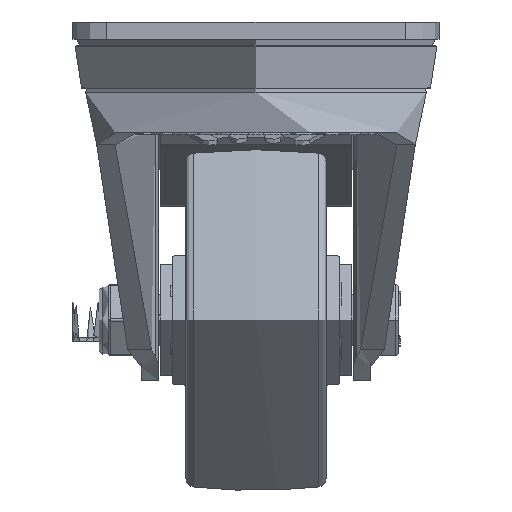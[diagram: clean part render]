
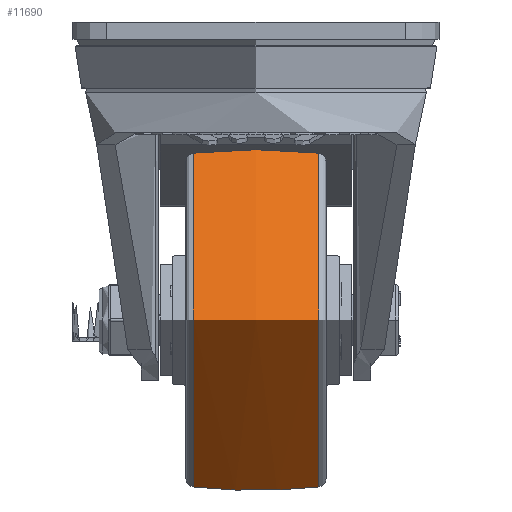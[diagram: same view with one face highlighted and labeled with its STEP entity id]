
A CAD part, left-side view. The second image highlights one B-rep face of the part: STEP entity #11690.
In plain terms, the highlighted free-form (B-spline) face has degree [2, 2] with [3, 9] control points.
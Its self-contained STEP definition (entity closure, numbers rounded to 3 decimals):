
#36=(
BOUNDED_SURFACE()
B_SPLINE_SURFACE(2,2,((#20478,#20479,#20480,#20481,#20482,#20483,#20484,
#20485,#20486),(#20487,#20488,#20489,#20490,#20491,#20492,#20493,#20494,
#20495),(#20496,#20497,#20498,#20499,#20500,#20501,#20502,#20503,#20504)),
 .UNSPECIFIED.,.F.,.T.,.F.)
B_SPLINE_SURFACE_WITH_KNOTS((3,3),(3,2,2,2,3),(-0.108,0.108),
(-3.142,-1.571,0.,1.571,3.142),
 .UNSPECIFIED.)
GEOMETRIC_REPRESENTATION_ITEM()
RATIONAL_B_SPLINE_SURFACE(((1.,0.707,1.,0.707,1.,
0.707,1.,0.707,1.),(0.994,0.703,
0.994,0.703,0.994,0.703,0.994,
0.703,0.994),(1.,0.707,1.,0.707,
1.,0.707,1.,0.707,1.)))
REPRESENTATION_ITEM('')
SURFACE()
);
#1352=FACE_OUTER_BOUND('',#2045,.T.);
#2045=EDGE_LOOP('',(#9669,#9670,#9671,#9672));
#4690=CIRCLE('',#12821,39.205);
#4691=CIRCLE('',#12822,136.625);
#4692=CIRCLE('',#12823,39.205);
#5522=VERTEX_POINT('',#20475);
#5523=VERTEX_POINT('',#20505);
#6965=EDGE_CURVE('',#5522,#5522,#4690,.T.);
#6966=EDGE_CURVE('',#5522,#5523,#4691,.T.);
#6967=EDGE_CURVE('',#5523,#5523,#4692,.T.);
#9669=ORIENTED_EDGE('',*,*,#6965,.F.);
#9670=ORIENTED_EDGE('',*,*,#6966,.T.);
#9671=ORIENTED_EDGE('',*,*,#6967,.T.);
#9672=ORIENTED_EDGE('',*,*,#6966,.F.);
#11690=ADVANCED_FACE('',(#1352),#36,.F.);
#12821=AXIS2_PLACEMENT_3D('',#20477,#15275,#15276);
#12822=AXIS2_PLACEMENT_3D('',#20506,#15277,#15278);
#12823=AXIS2_PLACEMENT_3D('',#20507,#15279,#15280);
#15275=DIRECTION('center_axis',(0.,1.,0.));
#15276=DIRECTION('ref_axis',(0.,0.,
1.));
#15277=DIRECTION('center_axis',(-1.,0.,0.));
#15278=DIRECTION('ref_axis',(0.,0.,
-1.));
#15279=DIRECTION('center_axis',(0.,1.,0.));
#15280=DIRECTION('ref_axis',(0.,0.,
1.));
#20475=CARTESIAN_POINT('',(0.,14.715,-39.205));
#20477=CARTESIAN_POINT('Origin',(0.,14.715,
0.));
#20478=CARTESIAN_POINT('Ctrl Pts',(0.,-14.715,
-39.205));
#20479=CARTESIAN_POINT('Ctrl Pts',(-39.205,-14.715,
-39.205));
#20480=CARTESIAN_POINT('Ctrl Pts',(-39.205,-14.715,
0.));
#20481=CARTESIAN_POINT('Ctrl Pts',(-39.205,-14.715,
39.205));
#20482=CARTESIAN_POINT('Ctrl Pts',(0.,-14.715,
39.205));
#20483=CARTESIAN_POINT('Ctrl Pts',(39.205,-14.715,39.205));
#20484=CARTESIAN_POINT('Ctrl Pts',(39.205,-14.715,0.));
#20485=CARTESIAN_POINT('Ctrl Pts',(39.205,-14.715,-39.205));
#20486=CARTESIAN_POINT('Ctrl Pts',(0.,-14.715,
-39.205));
#20487=CARTESIAN_POINT('Ctrl Pts',(0.,0.,
-40.799));
#20488=CARTESIAN_POINT('Ctrl Pts',(-40.799,0.,
-40.799));
#20489=CARTESIAN_POINT('Ctrl Pts',(-40.799,0.,
0.));
#20490=CARTESIAN_POINT('Ctrl Pts',(-40.799,0.,
40.799));
#20491=CARTESIAN_POINT('Ctrl Pts',(0.,0.,
40.799));
#20492=CARTESIAN_POINT('Ctrl Pts',(40.799,0.,
40.799));
#20493=CARTESIAN_POINT('Ctrl Pts',(40.799,0.,
0.));
#20494=CARTESIAN_POINT('Ctrl Pts',(40.799,0.,
-40.799));
#20495=CARTESIAN_POINT('Ctrl Pts',(0.,0.,
-40.799));
#20496=CARTESIAN_POINT('Ctrl Pts',(0.,14.715,
-39.205));
#20497=CARTESIAN_POINT('Ctrl Pts',(-39.205,14.715,-39.205));
#20498=CARTESIAN_POINT('Ctrl Pts',(-39.205,14.715,0.));
#20499=CARTESIAN_POINT('Ctrl Pts',(-39.205,14.715,39.205));
#20500=CARTESIAN_POINT('Ctrl Pts',(0.,14.715,
39.205));
#20501=CARTESIAN_POINT('Ctrl Pts',(39.205,14.715,39.205));
#20502=CARTESIAN_POINT('Ctrl Pts',(39.205,14.715,0.));
#20503=CARTESIAN_POINT('Ctrl Pts',(39.205,14.715,-39.205));
#20504=CARTESIAN_POINT('Ctrl Pts',(0.,14.715,
-39.205));
#20505=CARTESIAN_POINT('',(0.,-14.715,-39.205));
#20506=CARTESIAN_POINT('Origin',(0.,0.,
96.625));
#20507=CARTESIAN_POINT('Origin',(0.,-14.715,
0.));
